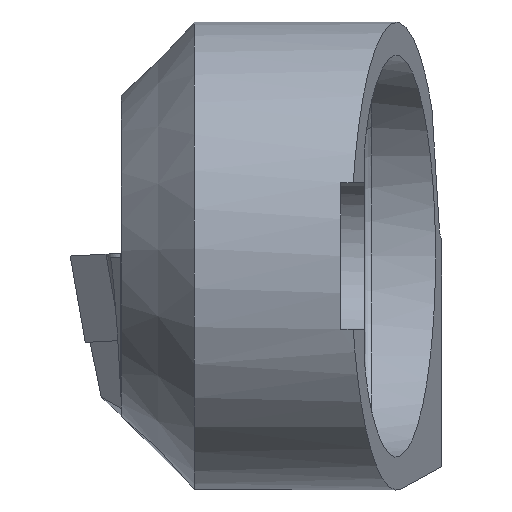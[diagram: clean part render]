
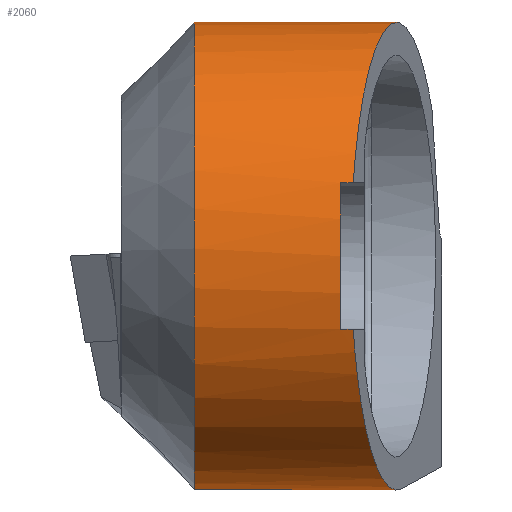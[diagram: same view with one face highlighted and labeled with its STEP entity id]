
A CAD part, front view. The second image highlights one B-rep face of the part: STEP entity #2060.
In plain terms, the highlighted cylindrical face has radius 6.4 mm (diameter 12.8 mm), a partial arc.
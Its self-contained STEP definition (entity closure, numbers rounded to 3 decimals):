
#14 = DIRECTION ( 'NONE',  ( -1., 0., 0. ) ) ;
#38 = VERTEX_POINT ( 'NONE', #634 ) ;
#49 = VERTEX_POINT ( 'NONE', #1950 ) ;
#61 =( BOUNDED_CURVE ( )  B_SPLINE_CURVE ( 3, ( #2320, #3146, #678, #2851 ),
 .UNSPECIFIED., .F., .F. ) 
 B_SPLINE_CURVE_WITH_KNOTS ( ( 4, 4 ),
 ( 0.367, 0.41 ),
 .UNSPECIFIED. ) 
 CURVE ( )  GEOMETRIC_REPRESENTATION_ITEM ( )  RATIONAL_B_SPLINE_CURVE ( ( 1., 1., 1., 1. ) ) 
 REPRESENTATION_ITEM ( '' )  );
#83 = CARTESIAN_POINT ( 'NONE',  ( 0.398, -2.457, -6.694 ) ) ;
#150 = DIRECTION ( 'NONE',  ( 0., 0., -1. ) ) ;
#214 = CARTESIAN_POINT ( 'NONE',  ( -8.5, -6.079, 2. ) ) ;
#294 = VERTEX_POINT ( 'NONE', #3464 ) ;
#352 = DIRECTION ( 'NONE',  ( -1., 0., 0. ) ) ;
#403 = CARTESIAN_POINT ( 'NONE',  ( 1.146, 1.392, 8.499 ) ) ;
#413 = VERTEX_POINT ( 'NONE', #2245 ) ;
#439 = CIRCLE ( 'NONE', #1409, 6.4 ) ;
#526 = VECTOR ( 'NONE', #352, 1000. ) ;
#611 = LINE ( 'NONE', #2821, #3320 ) ;
#627 = CARTESIAN_POINT ( 'NONE',  ( -0.306, -6.079, -2. ) ) ;
#634 = CARTESIAN_POINT ( 'NONE',  ( -4.65, 0.669, -6.365 ) ) ;
#678 = CARTESIAN_POINT ( 'NONE',  ( -2.372, 4.88, 4.142 ) ) ;
#712 = ORIENTED_EDGE ( 'NONE', *, *, #2534, .T. ) ;
#755 = EDGE_CURVE ( 'NONE', #3074, #2274, #61, .T. ) ;
#952 = CARTESIAN_POINT ( 'NONE',  ( -8.5, -6.079, -2. ) ) ;
#1006 = EDGE_CURVE ( 'NONE', #1153, #3074, #2958, .T. ) ;
#1153 = VERTEX_POINT ( 'NONE', #3142 ) ;
#1226 = AXIS2_PLACEMENT_3D ( 'NONE', #3192, #2439, #2702 ) ;
#1316 = ORIENTED_EDGE ( 'NONE', *, *, #2926, .F. ) ;
#1323 = ORIENTED_EDGE ( 'NONE', *, *, #1006, .T. ) ;
#1334 = EDGE_CURVE ( 'NONE', #38, #2274, #439, .T. ) ;
#1383 = EDGE_CURVE ( 'NONE', #413, #3489, #2687, .T. ) ;
#1409 = AXIS2_PLACEMENT_3D ( 'NONE', #2171, #14, #2680 ) ;
#1448 = CARTESIAN_POINT ( 'NONE',  ( 1.006, 0.669, -6.365 ) ) ;
#1449 = ORIENTED_EDGE ( 'NONE', *, *, #1909, .T. ) ;
#1514 = FACE_OUTER_BOUND ( 'NONE', #2169, .T. ) ;
#1620 = CARTESIAN_POINT ( 'NONE',  ( 1.847, 4.995, 4.002 ) ) ;
#1635 = AXIS2_PLACEMENT_3D ( 'NONE', #2089, #2063, #150 ) ;
#1758 = ORIENTED_EDGE ( 'NONE', *, *, #755, .T. ) ;
#1909 = EDGE_CURVE ( 'NONE', #38, #413, #611, .T. ) ;
#1927 = CARTESIAN_POINT ( 'NONE',  ( -4.65, 4.82, 4.21 ) ) ;
#1942 = CARTESIAN_POINT ( 'NONE',  ( -0.115, -5.097, -4.986 ) ) ;
#1950 = CARTESIAN_POINT ( 'NONE',  ( -0.65, -6.079, -2. ) ) ;
#1971 = CARTESIAN_POINT ( 'NONE',  ( 0.044, -4.279, 7.474 ) ) ;
#2020 = CARTESIAN_POINT ( 'NONE',  ( -0.306, -6.079, 2. ) ) ;
#2060 = ADVANCED_FACE ( 'NONE', ( #1514 ), #3445, .T. ) ;
#2063 = DIRECTION ( 'NONE',  ( 1., 0., 0. ) ) ;
#2089 = CARTESIAN_POINT ( 'NONE',  ( -0.65, 0., 0. ) ) ;
#2169 = EDGE_LOOP ( 'NONE', ( #1323, #1758, #2489, #1449, #3179, #3455, #1316, #712 ) ) ;
#2171 = CARTESIAN_POINT ( 'NONE',  ( -4.65, 0., 0. ) ) ;
#2218 = CARTESIAN_POINT ( 'NONE',  ( -0.306, -6.079, -2. ) ) ;
#2245 = CARTESIAN_POINT ( 'NONE',  ( 1.006, 0.669, -6.365 ) ) ;
#2274 = VERTEX_POINT ( 'NONE', #1927 ) ;
#2320 = CARTESIAN_POINT ( 'NONE',  ( 1.847, 4.995, 4.002 ) ) ;
#2348 = EDGE_CURVE ( 'NONE', #3489, #49, #2471, .T. ) ;
#2383 = VECTOR ( 'NONE', #2657, 1000. ) ;
#2439 = DIRECTION ( 'NONE',  ( 1., 0., 0. ) ) ;
#2471 = LINE ( 'NONE', #952, #526 ) ;
#2489 = ORIENTED_EDGE ( 'NONE', *, *, #1334, .F. ) ;
#2515 = CARTESIAN_POINT ( 'NONE',  ( 1.847, 4.995, 4.002 ) ) ;
#2533 = DIRECTION ( 'NONE',  ( 1., 0., 0. ) ) ;
#2534 = EDGE_CURVE ( 'NONE', #294, #1153, #3486, .T. ) ;
#2590 = CIRCLE ( 'NONE', #1635, 6.4 ) ;
#2657 = DIRECTION ( 'NONE',  ( 1., 0., 0. ) ) ;
#2680 = DIRECTION ( 'NONE',  ( 0., -1., 0. ) ) ;
#2687 =( BOUNDED_CURVE ( )  B_SPLINE_CURVE ( 3, ( #1448, #83, #1942, #2218 ),
 .UNSPECIFIED., .F., .F. ) 
 B_SPLINE_CURVE_WITH_KNOTS ( ( 4, 4 ),
 ( 1.466, 2.824 ),
 .UNSPECIFIED. ) 
 CURVE ( )  GEOMETRIC_REPRESENTATION_ITEM ( )  RATIONAL_B_SPLINE_CURVE ( ( 1., 0.852, 0.852, 1. ) ) 
 REPRESENTATION_ITEM ( '' )  );
#2702 = DIRECTION ( 'NONE',  ( 0., 0., -1. ) ) ;
#2821 = CARTESIAN_POINT ( 'NONE',  ( -8.5, 0.669, -6.365 ) ) ;
#2851 = CARTESIAN_POINT ( 'NONE',  ( -4.65, 4.82, 4.21 ) ) ;
#2926 = EDGE_CURVE ( 'NONE', #294, #49, #2590, .T. ) ;
#2958 =( BOUNDED_CURVE ( )  B_SPLINE_CURVE ( 3, ( #2020, #1971, #403, #2515 ),
 .UNSPECIFIED., .F., .F. ) 
 B_SPLINE_CURVE_WITH_KNOTS ( ( 4, 4 ),
 ( 3.459, 5.608 ),
 .UNSPECIFIED. ) 
 CURVE ( )  GEOMETRIC_REPRESENTATION_ITEM ( )  RATIONAL_B_SPLINE_CURVE ( ( 1., 0.651, 0.651, 1. ) ) 
 REPRESENTATION_ITEM ( '' )  );
#3074 = VERTEX_POINT ( 'NONE', #1620 ) ;
#3142 = CARTESIAN_POINT ( 'NONE',  ( -0.306, -6.079, 2. ) ) ;
#3146 = CARTESIAN_POINT ( 'NONE',  ( -0.206, 4.938, 4.072 ) ) ;
#3179 = ORIENTED_EDGE ( 'NONE', *, *, #1383, .T. ) ;
#3192 = CARTESIAN_POINT ( 'NONE',  ( -8.5, 0., 0. ) ) ;
#3320 = VECTOR ( 'NONE', #2533, 1000. ) ;
#3445 = CYLINDRICAL_SURFACE ( 'NONE', #1226, 6.4 ) ;
#3455 = ORIENTED_EDGE ( 'NONE', *, *, #2348, .T. ) ;
#3464 = CARTESIAN_POINT ( 'NONE',  ( -0.65, -6.079, 2. ) ) ;
#3486 = LINE ( 'NONE', #214, #2383 ) ;
#3489 = VERTEX_POINT ( 'NONE', #627 ) ;
